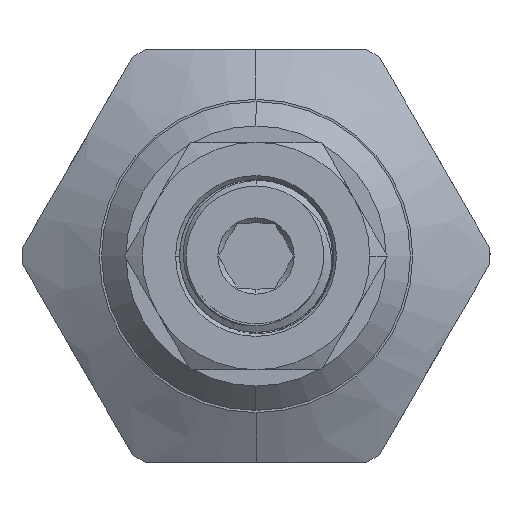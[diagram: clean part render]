
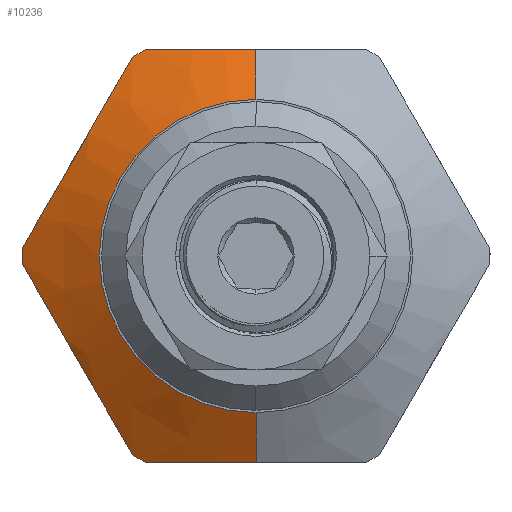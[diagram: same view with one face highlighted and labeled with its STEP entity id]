
A CAD part, left-side view. The second image highlights one B-rep face of the part: STEP entity #10236.
In plain terms, the highlighted conical face has half-angle 60 degrees and reference radius 14.4 mm.
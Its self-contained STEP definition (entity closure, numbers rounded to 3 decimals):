
#37 = AXIS2_PLACEMENT_3D ( 'NONE', #7918, #13330, #1233 ) ;
#264 = CARTESIAN_POINT ( 'NONE',  ( -28.183, 0., 12.7 ) ) ;
#365 = EDGE_CURVE ( 'NONE', #8523, #4498, #6310, .T. ) ;
#416 = CARTESIAN_POINT ( 'NONE',  ( -28.072, 2.296, 12.7 ) ) ;
#599 = CARTESIAN_POINT ( 'NONE',  ( -29.95, 0., 9.64 ) ) ;
#733 = CARTESIAN_POINT ( 'NONE',  ( -27.501, 5.688, -12.7 ) ) ;
#876 = CARTESIAN_POINT ( 'NONE',  ( -27.202, 14.392, 0.472 ) ) ;
#1008 = CARTESIAN_POINT ( 'NONE',  ( -27.752, 8.722, 10.293 ) ) ;
#1106 = DIRECTION ( 'NONE',  ( -1., 0., 0. ) ) ;
#1118 = ORIENTED_EDGE ( 'NONE', *, *, #8053, .T. ) ;
#1182 = CARTESIAN_POINT ( 'NONE',  ( -27.504, 8.16, -11.266 ) ) ;
#1202 = CARTESIAN_POINT ( 'NONE',  ( -27.202, 14.392, -0.472 ) ) ;
#1233 = DIRECTION ( 'NONE',  ( 0., 0., 1. ) ) ;
#1575 = EDGE_CURVE ( 'NONE', #5550, #9865, #4829, .T. ) ;
#1611 = ORIENTED_EDGE ( 'NONE', *, *, #3408, .F. ) ;
#1640 = AXIS2_PLACEMENT_3D ( 'NONE', #11574, #10258, #6017 ) ;
#1895 = VERTEX_POINT ( 'NONE', #12745 ) ;
#1980 = CARTESIAN_POINT ( 'NONE',  ( -27.504, 13.837, 1.434 ) ) ;
#2114 = DIRECTION ( 'NONE',  ( -1., 0., 0. ) ) ;
#2121 = CARTESIAN_POINT ( 'NONE',  ( -28.09, 12.151, 4.354 ) ) ;
#2251 = VERTEX_POINT ( 'NONE', #11859 ) ;
#2359 = CARTESIAN_POINT ( 'NONE',  ( -27.202, 14.392, -0.472 ) ) ;
#2437 = CARTESIAN_POINT ( 'NONE',  ( -28.183, 0.572, -12.7 ) ) ;
#2532 = CIRCLE ( 'NONE', #37, 14.4 ) ;
#2794 = CARTESIAN_POINT ( 'NONE',  ( -27.202, 6.787, 12.7 ) ) ;
#2871 = CIRCLE ( 'NONE', #1640, 14.4 ) ;
#3105 = CARTESIAN_POINT ( 'NONE',  ( -27.202, 7.605, 12.228 ) ) ;
#3408 = EDGE_CURVE ( 'NONE', #7727, #2251, #5474, .T. ) ;
#3542 = CIRCLE ( 'NONE', #4419, 14.4 ) ;
#3671 = EDGE_CURVE ( 'NONE', #9248, #1895, #6505, .T. ) ;
#3969 = AXIS2_PLACEMENT_3D ( 'NONE', #8824, #6707, #4405 ) ;
#3975 = ORIENTED_EDGE ( 'NONE', *, *, #365, .F. ) ;
#4171 = ORIENTED_EDGE ( 'NONE', *, *, #8786, .T. ) ;
#4405 = DIRECTION ( 'NONE',  ( 0., 0., -1. ) ) ;
#4419 = AXIS2_PLACEMENT_3D ( 'NONE', #6826, #1106, #9022 ) ;
#4498 = VERTEX_POINT ( 'NONE', #264 ) ;
#4548 = CARTESIAN_POINT ( 'NONE',  ( -28.09, 9.846, -8.346 ) ) ;
#4829 = CIRCLE ( 'NONE', #11214, 9.64 ) ;
#4920 = CARTESIAN_POINT ( 'NONE',  ( -28.005, 2.871, -12.7 ) ) ;
#5082 = ORIENTED_EDGE ( 'NONE', *, *, #1575, .F. ) ;
#5211 = CARTESIAN_POINT ( 'NONE',  ( -27.202, 7.605, -12.228 ) ) ;
#5474 = B_SPLINE_CURVE_WITH_KNOTS ( 'NONE', 3,
 ( #5905, #2437, #6050, #11557, #4920, #7412, #733, #10779 ),
 .UNSPECIFIED., .F., .F.,
 ( 4, 2, 2, 4 ),
 ( 0.02, 0.022, 0.024, 0.027 ),
 .UNSPECIFIED. ) ;
#5550 = VERTEX_POINT ( 'NONE', #599 ) ;
#5672 = CARTESIAN_POINT ( 'NONE',  ( -28.162, 11.565, -5.369 ) ) ;
#5771 = VERTEX_POINT ( 'NONE', #5211 ) ;
#5905 = CARTESIAN_POINT ( 'NONE',  ( -28.183, 0., -12.7 ) ) ;
#5930 = EDGE_CURVE ( 'NONE', #8523, #1895, #3542, .T. ) ;
#6017 = DIRECTION ( 'NONE',  ( 0., 0., 1. ) ) ;
#6050 = CARTESIAN_POINT ( 'NONE',  ( -28.161, 1.146, -12.7 ) ) ;
#6067 = CARTESIAN_POINT ( 'NONE',  ( -28.183, 0., 12.7 ) ) ;
#6161 = CARTESIAN_POINT ( 'NONE',  ( -27.748, 4.574, 12.7 ) ) ;
#6310 = B_SPLINE_CURVE_WITH_KNOTS ( 'NONE', 3,
 ( #2794, #10607, #6161, #8265, #416, #7287, #13877, #6067 ),
 .UNSPECIFIED., .F., .F.,
 ( 4, 2, 2, 4 ),
 ( 0.034, 0.037, 0.039, 0.041 ),
 .UNSPECIFIED. ) ;
#6505 = B_SPLINE_CURVE_WITH_KNOTS ( 'NONE', 3,
 ( #876, #1980, #12119, #2121, #13154, #8684, #12028, #13243, #6566, #1008, #9797, #3105 ),
 .UNSPECIFIED., .F., .F.,
 ( 4, 2, 2, 2, 2, 4 ),
 ( 0., 0.003, 0.007, 0.009, 0.01, 0.014 ),
 .UNSPECIFIED. ) ;
#6566 = CARTESIAN_POINT ( 'NONE',  ( -28.007, 9.573, 8.819 ) ) ;
#6600 = DIRECTION ( 'NONE',  ( 0., 0., 1. ) ) ;
#6707 = DIRECTION ( 'NONE',  ( 1., 0., 0. ) ) ;
#6805 = CARTESIAN_POINT ( 'NONE',  ( -28.007, 12.424, -3.881 ) ) ;
#6826 = CARTESIAN_POINT ( 'NONE',  ( -27.202, 0., 0. ) ) ;
#6889 = VECTOR ( 'NONE', #8082, 1000. ) ;
#7087 = CARTESIAN_POINT ( 'NONE',  ( -29.95, 0., -9.64 ) ) ;
#7199 = DIRECTION ( 'NONE',  ( 0.5, 0., 0.866 ) ) ;
#7202 = B_SPLINE_CURVE_WITH_KNOTS ( 'NONE', 3,
 ( #8954, #1182, #9004, #4548, #12353, #13279, #5672, #11278, #6805, #9053, #12403, #2359 ),
 .UNSPECIFIED., .F., .F.,
 ( 4, 2, 2, 2, 2, 4 ),
 ( 0., 0.003, 0.007, 0.009, 0.01, 0.014 ),
 .UNSPECIFIED. ) ;
#7287 = CARTESIAN_POINT ( 'NONE',  ( -28.161, 1.146, 12.7 ) ) ;
#7412 = CARTESIAN_POINT ( 'NONE',  ( -27.748, 4.574, -12.7 ) ) ;
#7478 = ORIENTED_EDGE ( 'NONE', *, *, #5930, .T. ) ;
#7727 = VERTEX_POINT ( 'NONE', #11836 ) ;
#7918 = CARTESIAN_POINT ( 'NONE',  ( -27.202, 0., 0. ) ) ;
#8053 = EDGE_CURVE ( 'NONE', #9248, #10943, #2532, .T. ) ;
#8082 = DIRECTION ( 'NONE',  ( 0.5, 0., -0.866 ) ) ;
#8228 = EDGE_CURVE ( 'NONE', #9865, #7727, #10893, .T. ) ;
#8265 = CARTESIAN_POINT ( 'NONE',  ( -28.005, 2.871, 12.7 ) ) ;
#8275 = LINE ( 'NONE', #8358, #9999 ) ;
#8358 = CARTESIAN_POINT ( 'NONE',  ( -27.202, 0., 14.4 ) ) ;
#8365 = ORIENTED_EDGE ( 'NONE', *, *, #11198, .F. ) ;
#8523 = VERTEX_POINT ( 'NONE', #12057 ) ;
#8547 = CARTESIAN_POINT ( 'NONE',  ( -27.202, 14.392, 0.472 ) ) ;
#8684 = CARTESIAN_POINT ( 'NONE',  ( -28.184, 10.722, 6.83 ) ) ;
#8786 = EDGE_CURVE ( 'NONE', #5771, #2251, #2871, .T. ) ;
#8811 = CONICAL_SURFACE ( 'NONE', #3969, 14.4, 1.047 ) ;
#8824 = CARTESIAN_POINT ( 'NONE',  ( -27.202, 0., 0. ) ) ;
#8954 = CARTESIAN_POINT ( 'NONE',  ( -27.202, 7.605, -12.228 ) ) ;
#9004 = CARTESIAN_POINT ( 'NONE',  ( -27.751, 8.719, -10.298 ) ) ;
#9022 = DIRECTION ( 'NONE',  ( 0., 0., 1. ) ) ;
#9053 = CARTESIAN_POINT ( 'NONE',  ( -27.752, 13.275, -2.407 ) ) ;
#9087 = EDGE_CURVE ( 'NONE', #5550, #4498, #8275, .T. ) ;
#9248 = VERTEX_POINT ( 'NONE', #8547 ) ;
#9483 = ORIENTED_EDGE ( 'NONE', *, *, #9087, .T. ) ;
#9797 = CARTESIAN_POINT ( 'NONE',  ( -27.505, 8.161, 11.265 ) ) ;
#9865 = VERTEX_POINT ( 'NONE', #7087 ) ;
#9879 = CARTESIAN_POINT ( 'NONE',  ( -29.95, 0., 0. ) ) ;
#9999 = VECTOR ( 'NONE', #7199, 1000. ) ;
#10236 = ADVANCED_FACE ( 'NONE', ( #11768 ), #8811, .T. ) ;
#10258 = DIRECTION ( 'NONE',  ( -1., 0., 0. ) ) ;
#10339 = ORIENTED_EDGE ( 'NONE', *, *, #8228, .F. ) ;
#10607 = CARTESIAN_POINT ( 'NONE',  ( -27.501, 5.688, 12.7 ) ) ;
#10624 = CARTESIAN_POINT ( 'NONE',  ( -27.202, 0., -14.4 ) ) ;
#10779 = CARTESIAN_POINT ( 'NONE',  ( -27.202, 6.787, -12.7 ) ) ;
#10893 = LINE ( 'NONE', #10624, #6889 ) ;
#10943 = VERTEX_POINT ( 'NONE', #1202 ) ;
#11198 = EDGE_CURVE ( 'NONE', #5771, #10943, #7202, .T. ) ;
#11214 = AXIS2_PLACEMENT_3D ( 'NONE', #9879, #2114, #6600 ) ;
#11247 = ORIENTED_EDGE ( 'NONE', *, *, #3671, .F. ) ;
#11278 = CARTESIAN_POINT ( 'NONE',  ( -28.073, 12.139, -4.375 ) ) ;
#11557 = CARTESIAN_POINT ( 'NONE',  ( -28.072, 2.296, -12.7 ) ) ;
#11574 = CARTESIAN_POINT ( 'NONE',  ( -27.202, 0., 0. ) ) ;
#11768 = FACE_OUTER_BOUND ( 'NONE', #14220, .T. ) ;
#11836 = CARTESIAN_POINT ( 'NONE',  ( -28.183, 0., -12.7 ) ) ;
#11859 = CARTESIAN_POINT ( 'NONE',  ( -27.202, 6.787, -12.7 ) ) ;
#12028 = CARTESIAN_POINT ( 'NONE',  ( -28.162, 10.432, 7.331 ) ) ;
#12057 = CARTESIAN_POINT ( 'NONE',  ( -27.202, 6.787, 12.7 ) ) ;
#12119 = CARTESIAN_POINT ( 'NONE',  ( -27.751, 13.278, 2.402 ) ) ;
#12353 = CARTESIAN_POINT ( 'NONE',  ( -28.182, 10.414, -7.362 ) ) ;
#12403 = CARTESIAN_POINT ( 'NONE',  ( -27.505, 13.836, -1.435 ) ) ;
#12745 = CARTESIAN_POINT ( 'NONE',  ( -27.202, 7.605, 12.228 ) ) ;
#13154 = CARTESIAN_POINT ( 'NONE',  ( -28.182, 11.583, 5.338 ) ) ;
#13243 = CARTESIAN_POINT ( 'NONE',  ( -28.073, 9.858, 8.325 ) ) ;
#13279 = CARTESIAN_POINT ( 'NONE',  ( -28.184, 11.275, -5.87 ) ) ;
#13330 = DIRECTION ( 'NONE',  ( -1., 0., 0. ) ) ;
#13877 = CARTESIAN_POINT ( 'NONE',  ( -28.183, 0.572, 12.7 ) ) ;
#14220 = EDGE_LOOP ( 'NONE', ( #5082, #9483, #3975, #7478, #11247, #1118, #8365, #4171, #1611, #10339 ) ) ;
